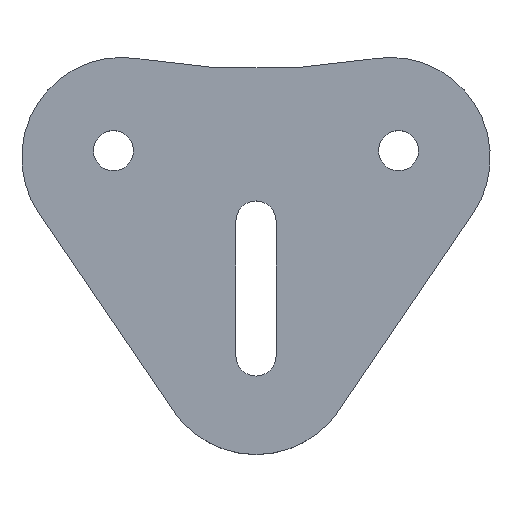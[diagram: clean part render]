
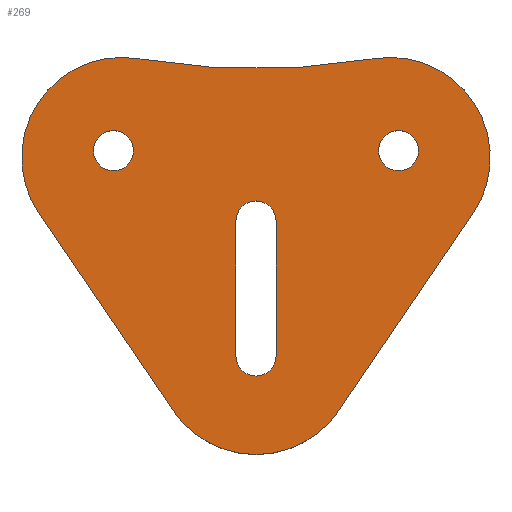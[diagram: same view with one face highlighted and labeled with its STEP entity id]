
A CAD part, top view. The second image highlights one B-rep face of the part: STEP entity #269.
In plain terms, the highlighted planar face has unit normal (0, 0, 1).
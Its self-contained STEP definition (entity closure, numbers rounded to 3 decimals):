
#15=FACE_BOUND('',#72,.T.);
#16=FACE_BOUND('',#73,.T.);
#17=FACE_BOUND('',#74,.T.);
#22=CIRCLE('',#288,4.);
#24=CIRCLE('',#292,4.);
#25=CIRCLE('',#294,4.);
#27=CIRCLE('',#297,4.);
#30=CIRCLE('',#301,136.296);
#32=CIRCLE('',#304,20.);
#34=CIRCLE('',#308,20.);
#36=CIRCLE('',#312,20.);
#57=FACE_OUTER_BOUND('',#71,.T.);
#71=EDGE_LOOP('',(#227,#228,#229,#230,#231,#232));
#72=EDGE_LOOP('',(#233));
#73=EDGE_LOOP('',(#234));
#74=EDGE_LOOP('',(#235,#236,#237,#238));
#81=LINE('',#405,#101);
#85=LINE('',#417,#105);
#93=LINE('',#453,#113);
#97=LINE('',#465,#117);
#101=VECTOR('',#321,10.);
#105=VECTOR('',#333,10.);
#113=VECTOR('',#373,10.);
#117=VECTOR('',#385,10.);
#121=VERTEX_POINT('',#402);
#122=VERTEX_POINT('',#404);
#124=VERTEX_POINT('',#410);
#126=VERTEX_POINT('',#416);
#127=VERTEX_POINT('',#423);
#129=VERTEX_POINT('',#429);
#133=VERTEX_POINT('',#438);
#134=VERTEX_POINT('',#440);
#136=VERTEX_POINT('',#446);
#138=VERTEX_POINT('',#452);
#140=VERTEX_POINT('',#458);
#142=VERTEX_POINT('',#464);
#145=EDGE_CURVE('',#122,#121,#81,.T.);
#148=EDGE_CURVE('',#124,#122,#22,.T.);
#151=EDGE_CURVE('',#126,#124,#85,.T.);
#154=EDGE_CURVE('',#121,#126,#24,.T.);
#155=EDGE_CURVE('',#127,#127,#25,.T.);
#158=EDGE_CURVE('',#129,#129,#27,.T.);
#163=EDGE_CURVE('',#134,#133,#30,.T.);
#166=EDGE_CURVE('',#136,#134,#32,.T.);
#169=EDGE_CURVE('',#138,#136,#93,.T.);
#172=EDGE_CURVE('',#140,#138,#34,.T.);
#175=EDGE_CURVE('',#142,#140,#97,.T.);
#178=EDGE_CURVE('',#133,#142,#36,.T.);
#227=ORIENTED_EDGE('',*,*,#178,.T.);
#228=ORIENTED_EDGE('',*,*,#175,.T.);
#229=ORIENTED_EDGE('',*,*,#172,.T.);
#230=ORIENTED_EDGE('',*,*,#169,.T.);
#231=ORIENTED_EDGE('',*,*,#166,.T.);
#232=ORIENTED_EDGE('',*,*,#163,.T.);
#233=ORIENTED_EDGE('',*,*,#158,.T.);
#234=ORIENTED_EDGE('',*,*,#155,.T.);
#235=ORIENTED_EDGE('',*,*,#154,.T.);
#236=ORIENTED_EDGE('',*,*,#151,.T.);
#237=ORIENTED_EDGE('',*,*,#148,.T.);
#238=ORIENTED_EDGE('',*,*,#145,.T.);
#255=PLANE('',#313);
#269=ADVANCED_FACE('',(#57,#15,#16,#17),#255,.T.);
#288=AXIS2_PLACEMENT_3D('',#411,#327,#328);
#292=AXIS2_PLACEMENT_3D('',#421,#339,#340);
#294=AXIS2_PLACEMENT_3D('',#424,#343,#344);
#297=AXIS2_PLACEMENT_3D('',#430,#350,#351);
#301=AXIS2_PLACEMENT_3D('',#441,#360,#361);
#304=AXIS2_PLACEMENT_3D('',#447,#367,#368);
#308=AXIS2_PLACEMENT_3D('',#459,#379,#380);
#312=AXIS2_PLACEMENT_3D('',#469,#391,#392);
#313=AXIS2_PLACEMENT_3D('',#470,#393,#394);
#321=DIRECTION('',(0.,-1.,0.));
#327=DIRECTION('center_axis',(0.,0.,-1.));
#328=DIRECTION('ref_axis',(0.,1.,0.));
#333=DIRECTION('',(0.,1.,0.));
#339=DIRECTION('center_axis',(0.,0.,-1.));
#340=DIRECTION('ref_axis',(1.,0.,0.));
#343=DIRECTION('center_axis',(0.,0.,-1.));
#344=DIRECTION('ref_axis',(1.,0.,0.));
#350=DIRECTION('center_axis',(0.,0.,-1.));
#351=DIRECTION('ref_axis',(1.,0.,0.));
#360=DIRECTION('center_axis',(0.,0.,-1.));
#361=DIRECTION('ref_axis',(0.172,-0.985,0.));
#367=DIRECTION('center_axis',(0.,0.,1.));
#368=DIRECTION('ref_axis',(0.827,-0.563,0.));
#373=DIRECTION('',(0.563,0.827,0.));
#379=DIRECTION('center_axis',(0.,0.,1.));
#380=DIRECTION('ref_axis',(-0.827,-0.563,0.));
#385=DIRECTION('',(0.563,-0.827,0.));
#391=DIRECTION('center_axis',(0.,0.,1.));
#392=DIRECTION('ref_axis',(0.172,0.985,0.));
#393=DIRECTION('center_axis',(0.,0.,1.));
#394=DIRECTION('ref_axis',(1.,0.,0.));
#402=CARTESIAN_POINT('',(210.819,140.302,6.));
#404=CARTESIAN_POINT('',(210.819,167.302,6.));
#405=CARTESIAN_POINT('',(210.819,167.302,6.));
#410=CARTESIAN_POINT('',(202.819,167.302,6.));
#411=CARTESIAN_POINT('Origin',(206.819,167.302,6.));
#416=CARTESIAN_POINT('',(202.819,140.302,6.));
#417=CARTESIAN_POINT('',(202.819,140.302,6.));
#421=CARTESIAN_POINT('Origin',(206.819,140.302,6.));
#423=CARTESIAN_POINT('',(174.319,181.35,6.));
#424=CARTESIAN_POINT('Origin',(178.319,181.35,6.));
#429=CARTESIAN_POINT('',(231.319,181.35,6.));
#430=CARTESIAN_POINT('Origin',(235.319,181.35,6.));
#438=CARTESIAN_POINT('',(183.432,199.703,6.));
#440=CARTESIAN_POINT('',(230.207,199.703,6.));
#441=CARTESIAN_POINT('Origin',(206.819,333.978,6.));
#446=CARTESIAN_POINT('',(250.17,168.743,6.));
#447=CARTESIAN_POINT('Origin',(233.638,180.,6.));
#452=CARTESIAN_POINT('',(223.351,129.357,6.));
#453=CARTESIAN_POINT('',(223.351,129.357,6.));
#458=CARTESIAN_POINT('',(190.288,129.357,6.));
#459=CARTESIAN_POINT('Origin',(206.819,140.613,6.));
#464=CARTESIAN_POINT('',(163.469,168.743,6.));
#465=CARTESIAN_POINT('',(163.469,168.743,6.));
#469=CARTESIAN_POINT('Origin',(180.,180.,6.));
#470=CARTESIAN_POINT('Origin',(206.819,160.307,6.));
